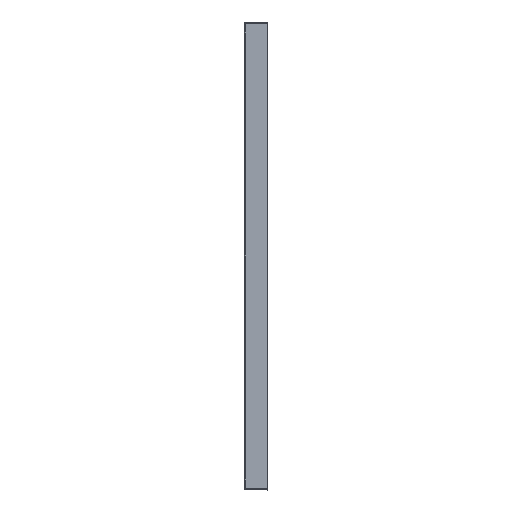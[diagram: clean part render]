
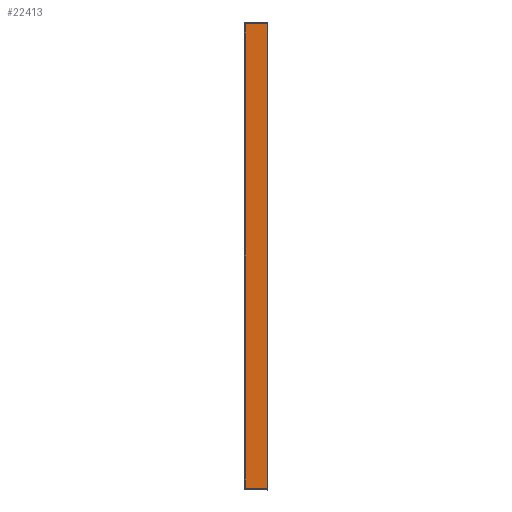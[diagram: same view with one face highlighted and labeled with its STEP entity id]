
A CAD part, left-side view. The second image highlights one B-rep face of the part: STEP entity #22413.
In plain terms, the highlighted planar face has unit normal (-0.999, 0.035, 0).
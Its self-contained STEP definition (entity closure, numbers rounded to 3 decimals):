
#547=DIRECTION('',(0.,0.,-1.));
#548=VECTOR('',#547,796.002);
#549=CARTESIAN_POINT('',(-900.,-40.,435.501));
#550=LINE('',#549,#548);
#551=DIRECTION('',(0.035,0.999,0.035));
#552=VECTOR('',#551,38.115);
#553=CARTESIAN_POINT('',(-900.,-40.,
-360.501));
#554=LINE('',#553,#552);
#555=CARTESIAN_POINT('',(-898.671,-1.932,
-359.172));
#556=CARTESIAN_POINT('',(-898.671,-1.938,
-351.081));
#557=CARTESIAN_POINT('',(-898.671,-1.954,
-329.907));
#558=CARTESIAN_POINT('',(-898.672,-1.978,
-294.35));
#559=CARTESIAN_POINT('',(-898.673,-1.986,
-266.883));
#560=CARTESIAN_POINT('',(-898.673,-1.986,
-252.5));
#562=CARTESIAN_POINT('',(-898.673,-1.986,
-252.5));
#563=CARTESIAN_POINT('',(-898.673,-1.986,
-221.009));
#564=CARTESIAN_POINT('',(-898.672,-1.97,
-158.123));
#565=CARTESIAN_POINT('',(-898.671,-1.933,
-61.456));
#566=CARTESIAN_POINT('',(-898.67,-1.924,3.719));
#567=CARTESIAN_POINT('',(-898.671,-1.93,37.5));
#569=DIRECTION('',(0.,0.,1.));
#570=VECTOR('',#569,290.);
#571=CARTESIAN_POINT('',(-898.671,-1.93,37.5));
#572=LINE('',#571,#570);
#573=CARTESIAN_POINT('',(-898.673,-1.986,327.5));
#574=CARTESIAN_POINT('',(-898.673,-1.986,339.308));
#575=CARTESIAN_POINT('',(-898.672,-1.98,362.76));
#576=CARTESIAN_POINT('',(-898.672,-1.959,398.318));
#577=CARTESIAN_POINT('',(-898.671,-1.941,422.066));
#578=CARTESIAN_POINT('',(-898.671,-1.932,434.172));
#580=DIRECTION('',(-0.035,-0.999,0.035));
#581=VECTOR('',#580,38.115);
#582=CARTESIAN_POINT('',(-898.671,-1.932,434.172));
#583=LINE('',#582,#581);
#978=CARTESIAN_POINT('',(-898.671,-1.932,
-359.172));
#1014=CARTESIAN_POINT('',(-898.673,-1.986,
-252.5));
#20948=VERTEX_POINT('',#1014);
#20949=CARTESIAN_POINT('',(-898.671,-1.93,
37.5));
#20950=VERTEX_POINT('',#20949);
#21012=VERTEX_POINT('',#978);
#21014=CARTESIAN_POINT('',(-900.,-40.,
435.501));
#21015=CARTESIAN_POINT('',(-900.,-40.,
-360.501));
#21016=VERTEX_POINT('',#21014);
#21017=VERTEX_POINT('',#21015);
#21018=CARTESIAN_POINT('',(-898.673,-1.986,
327.5));
#21019=VERTEX_POINT('',#21018);
#21020=VERTEX_POINT('',#578);
#22394=CARTESIAN_POINT('',(-899.335,-20.964,37.5));
#22395=DIRECTION('',(0.999,-0.035,0.));
#22396=DIRECTION('',(0.035,0.999,0.));
#22397=AXIS2_PLACEMENT_3D('',#22394,#22395,#22396);
#22398=PLANE('',#22397);
#22399=ORIENTED_EDGE('',*,*,#21528,.T.);
#22401=ORIENTED_EDGE('',*,*,#22400,.T.);
#22403=ORIENTED_EDGE('',*,*,#22402,.T.);
#22405=ORIENTED_EDGE('',*,*,#22404,.T.);
#22407=ORIENTED_EDGE('',*,*,#22406,.T.);
#22409=ORIENTED_EDGE('',*,*,#22408,.T.);
#22410=ORIENTED_EDGE('',*,*,#22387,.T.);
#22411=EDGE_LOOP('',(#22399,#22401,#22403,#22405,#22407,#22409,#22410));
#22412=FACE_OUTER_BOUND('',#22411,.F.);
#22413=ADVANCED_FACE('',(#22412),#22398,.F.);
#561=B_SPLINE_CURVE_WITH_KNOTS('',3,(#555,#556,#557,#558,#559,#560),
.UNSPECIFIED.,.F.,.F.,(4,1,1,4),(0.,0.228,0.595,1.),
.UNSPECIFIED.);
#568=B_SPLINE_CURVE_WITH_KNOTS('',3,(#562,#563,#564,#565,#566,#567),
.UNSPECIFIED.,.F.,.F.,(4,1,1,4),(0.,0.326,0.651,1.),
.UNSPECIFIED.);
#579=B_SPLINE_CURVE_WITH_KNOTS('',3,(#573,#574,#575,#576,#577,#578),
.UNSPECIFIED.,.F.,.F.,(4,1,1,4),(0.,0.332,0.66,1.),
.UNSPECIFIED.);
#21528=EDGE_CURVE('',#21016,#21017,#550,.T.);
#22387=EDGE_CURVE('',#21020,#21016,#583,.T.);
#22400=EDGE_CURVE('',#21017,#21012,#554,.T.);
#22402=EDGE_CURVE('',#21012,#20948,#561,.T.);
#22404=EDGE_CURVE('',#20948,#20950,#568,.T.);
#22406=EDGE_CURVE('',#20950,#21019,#572,.T.);
#22408=EDGE_CURVE('',#21019,#21020,#579,.T.);
